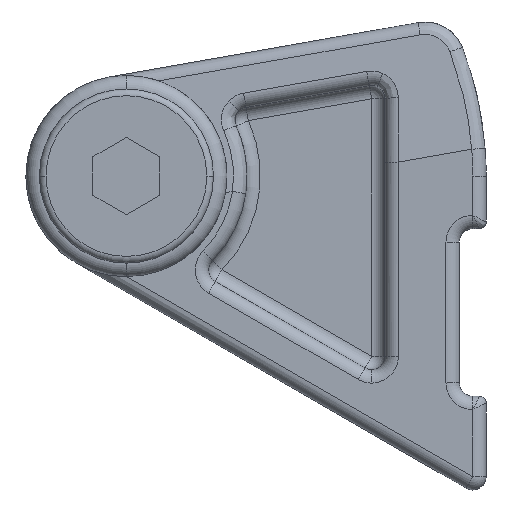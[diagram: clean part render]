
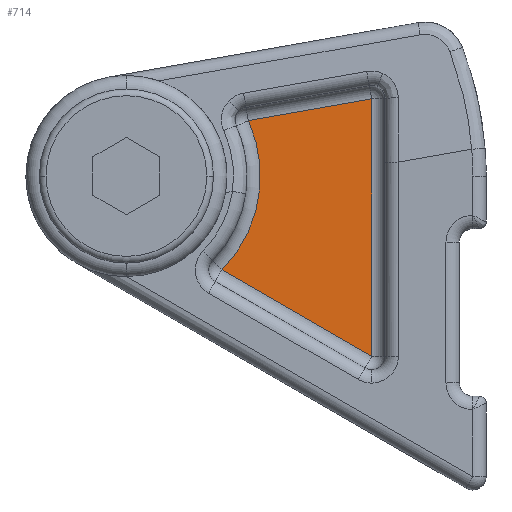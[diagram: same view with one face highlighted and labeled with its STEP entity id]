
A CAD part, left-side view. The second image highlights one B-rep face of the part: STEP entity #714.
In plain terms, the highlighted face is planar.
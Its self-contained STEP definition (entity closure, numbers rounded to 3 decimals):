
#678 = EDGE_CURVE ( 'NONE', #709, #710, #3520, .T. ) ;
#693 = EDGE_LOOP ( 'NONE', ( #716, #707, #713, #706 ) ) ;
#706 = ORIENTED_EDGE ( 'NONE', *, *, #786, .F. ) ;
#707 = ORIENTED_EDGE ( 'NONE', *, *, #717, .F. ) ;
#708 = VERTEX_POINT ( 'NONE', #3567 ) ;
#709 = VERTEX_POINT ( 'NONE', #3575 ) ;
#710 = VERTEX_POINT ( 'NONE', #3566 ) ;
#711 = EDGE_CURVE ( 'NONE', #708, #829, #3615, .T. ) ;
#713 = ORIENTED_EDGE ( 'NONE', *, *, #711, .F. ) ;
#714 = ADVANCED_FACE ( 'NONE', ( #3577 ), #3561, .T. ) ;
#716 = ORIENTED_EDGE ( 'NONE', *, *, #678, .F. ) ;
#717 = EDGE_CURVE ( 'NONE', #829, #709, #3571, .T. ) ;
#786 = EDGE_CURVE ( 'NONE', #710, #708, #3717, .T. ) ;
#829 = VERTEX_POINT ( 'NONE', #3778 ) ;
#3518 = DIRECTION ( 'NONE',  ( 0.866, 0., -0.5 ) ) ;
#3519 = VECTOR ( 'NONE', #3518, 1000. ) ;
#3520 = LINE ( 'NONE', #3524, #3519 ) ;
#3524 = CARTESIAN_POINT ( 'NONE',  ( 42.565, 2.5, 7.006 ) ) ;
#3560 = CARTESIAN_POINT ( 'NONE',  ( 40.599, 2.5, -4.143 ) ) ;
#3561 = PLANE ( 'NONE',  #3568 ) ;
#3566 = CARTESIAN_POINT ( 'NONE',  ( 42.565, 2.5, 7.006 ) ) ;
#3567 = CARTESIAN_POINT ( 'NONE',  ( 40.599, 2.5, -4.143 ) ) ;
#3568 = AXIS2_PLACEMENT_3D ( 'NONE', #3560, #3608, #3607 ) ;
#3570 = CARTESIAN_POINT ( 'NONE',  ( 31.4, 2.5, -5.765 ) ) ;
#3571 = LINE ( 'NONE', #3604, #3603 ) ;
#3575 = CARTESIAN_POINT ( 'NONE',  ( 31.4, 2.5, 13.452 ) ) ;
#3577 = FACE_OUTER_BOUND ( 'NONE', #693, .T. ) ;
#3602 = DIRECTION ( 'NONE',  ( 0., 0., 1. ) ) ;
#3603 = VECTOR ( 'NONE', #3602, 1000. ) ;
#3604 = CARTESIAN_POINT ( 'NONE',  ( 31.4, 2.5, 13.452 ) ) ;
#3607 = DIRECTION ( 'NONE',  ( 0., 0., 1. ) ) ;
#3608 = DIRECTION ( 'NONE',  ( 0., -1., 0. ) ) ;
#3613 = DIRECTION ( 'NONE',  ( -0.985, 0., -0.174 ) ) ;
#3614 = VECTOR ( 'NONE', #3613, 1000. ) ;
#3615 = LINE ( 'NONE', #3570, #3614 ) ;
#3697 = DIRECTION ( 'NONE',  ( 0., 0., -1. ) ) ;
#3698 = DIRECTION ( 'NONE',  ( 0., -1., 0. ) ) ;
#3701 = CARTESIAN_POINT ( 'NONE',  ( 49.7, 2.5, 0. ) ) ;
#3711 = AXIS2_PLACEMENT_3D ( 'NONE', #3701, #3698, #3697 ) ;
#3717 = CIRCLE ( 'NONE', #3711, 10. ) ;
#3778 = CARTESIAN_POINT ( 'NONE',  ( 31.4, 2.5, -5.765 ) ) ;
